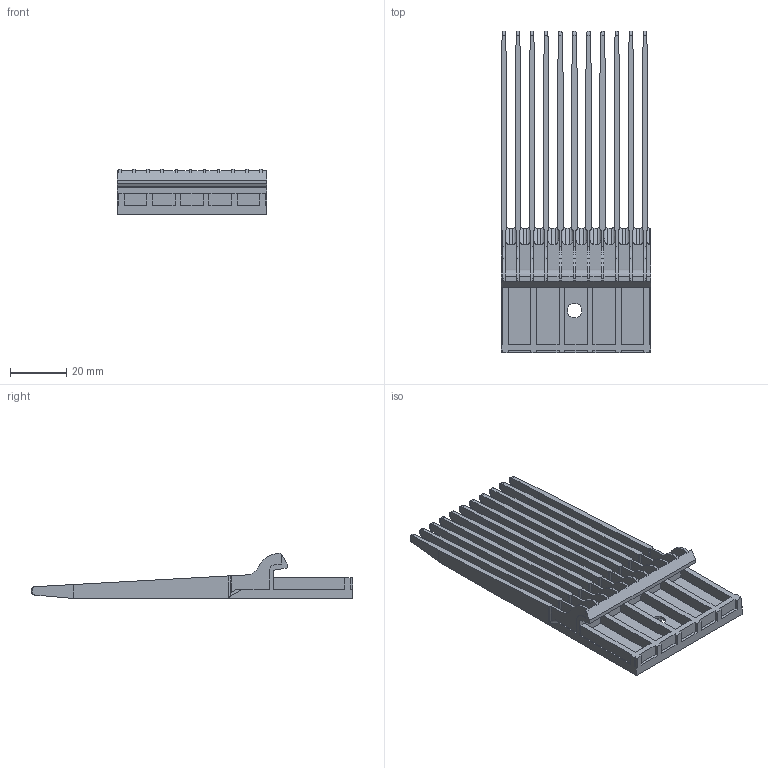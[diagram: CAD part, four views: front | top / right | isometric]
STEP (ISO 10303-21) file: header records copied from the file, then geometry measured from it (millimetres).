
FILE_DESCRIPTION (( 'STEP AP214' ), '1' );
FILE_NAME ('Rexnord-1000 FINGERPLATES RAISED RIB NARROW-1000 XLG 114 x 53.step', '2021-02-18T08:39:44', ( '' ), ( '' ), 'SwSTEP 2.0', 'SolidWorks 2020', '' );
FILE_SCHEMA (( 'AUTOMOTIVE_DESIGN' ));
Length unit declared in the file: millimetre
Products named in the file (1): Rexnord-1000 FINGERPLATES RAISED RIB NARROW-1000 XLG 114 x 53
Bounding box: 53 x 114 x 16 mm (x, y, z)
Volume: 19880.5 mm3; surface area: 22961.7 mm2
Topology: 1 solids, 1 shells, 389 faces, 1148 edges, 761 vertices
Faces by surface type: plane 218, cylinder 169, cone 2
Entity records: 13320 total; most frequent: CARTESIAN_POINT 3440, ORIENTED_EDGE 2296, DIRECTION 1785, EDGE_CURVE 1148, VECTOR 809, LINE 809, VERTEX_POINT 761, AXIS2_PLACEMENT_3D 488
